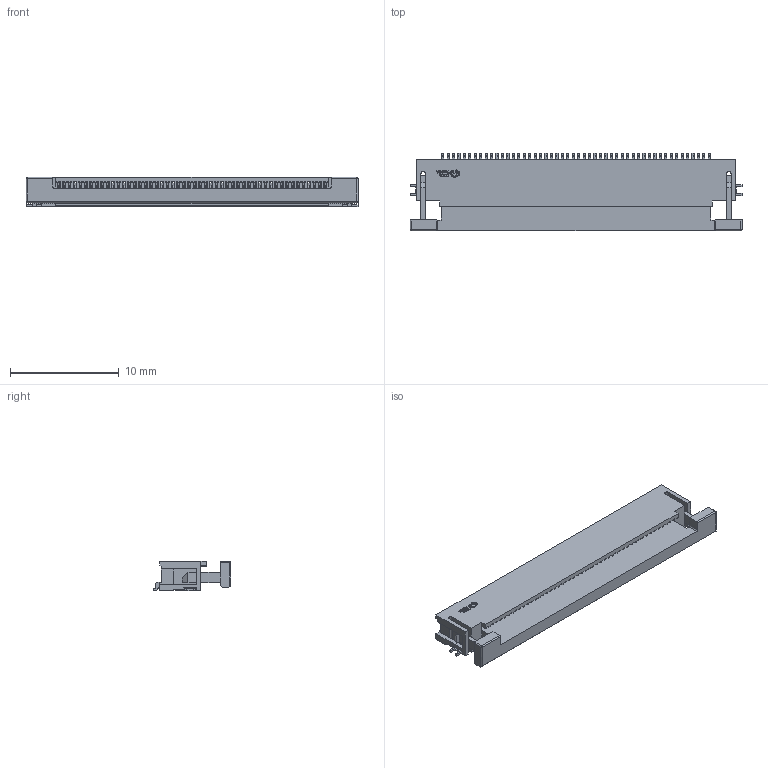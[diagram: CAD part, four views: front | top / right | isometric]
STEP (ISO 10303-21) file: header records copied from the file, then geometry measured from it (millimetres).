
FILE_DESCRIPTION (( 'STEP AP214' ), '1' );
FILE_NAME ('FPC-SMD_541045031.step', '2022-07-06T11:28:02', ( '' ), ( '' ), 'SwSTEP 2.0', 'SolidWorks 2020', '' );
FILE_SCHEMA (( 'AUTOMOTIVE_DESIGN' ));
Length unit declared in the file: millimetre
Products named in the file (1): FPC-SMD_541045031
Bounding box: 30.5 x 7.15 x 2.71 mm (x, y, z)
Volume: 261.5 mm3; surface area: 1453.5 mm2
Topology: 53 solids, 53 shells, 2470 faces, 7112 edges, 4662 vertices
Faces by surface type: plane 1944, cylinder 378, bspline 146, sphere 2
Entity records: 108640 total; most frequent: CARTESIAN_POINT 17859, ORIENTED_EDGE 14220, DIRECTION 12216, EDGE_CURVE 7110, LINE 6058, VECTOR 6058, VERTEX_POINT 4662, AXIS2_PLACEMENT_3D 3079
